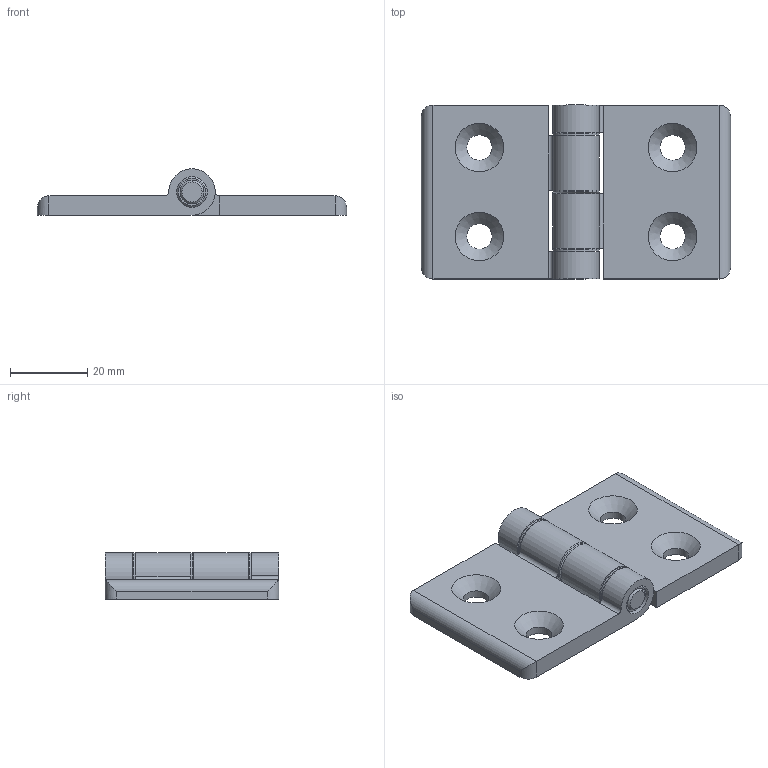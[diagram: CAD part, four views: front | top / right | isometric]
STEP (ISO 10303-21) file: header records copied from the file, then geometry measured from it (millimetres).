
FILE_DESCRIPTION(('FreeCAD Model'),'2;1');
FILE_NAME('Open CASCADE Shape Model','2024-10-16T13:51:36',(''),(''), 'Open CASCADE STEP processor 7.6','FreeCAD','Unknown');
FILE_SCHEMA(('AUTOMOTIVE_DESIGN { 1 0 10303 214 1 1 1 1 }'));
Length unit declared in the file: millimetre
Products named in the file (4): STB10-CHAB4545; STB10-CHAB4546; STB10-CHAB4547; STB10-CHAB4548
Assembly tree (3 placements, depth 2):
  STB10-CHAB4545
    STB10-CHAB4546
    STB10-CHAB4547
    STB10-CHAB4548
Bounding box: 80 x 45 x 12 mm (x, y, z)
Volume: 16973.9 mm3; surface area: 12467.2 mm2
Topology: 3 solids, 3 shells, 146 faces, 357 edges, 230 vertices
Faces by surface type: cylinder 72, plane 59, cone 9, torus 6
Full cylindrical faces by diameter (mm): 6 x3, 6.2 x1, 6.6 x4, 8 x4, 8.1 x3, 12 x3
Entity records: 9300 total; most frequent: CARTESIAN_POINT 1790, DIRECTION 1472, LINE 737, VECTOR 737, ORIENTED_EDGE 714, PCURVE 714, DEFINITIONAL_REPRESENTATION 714, EDGE_CURVE 357
